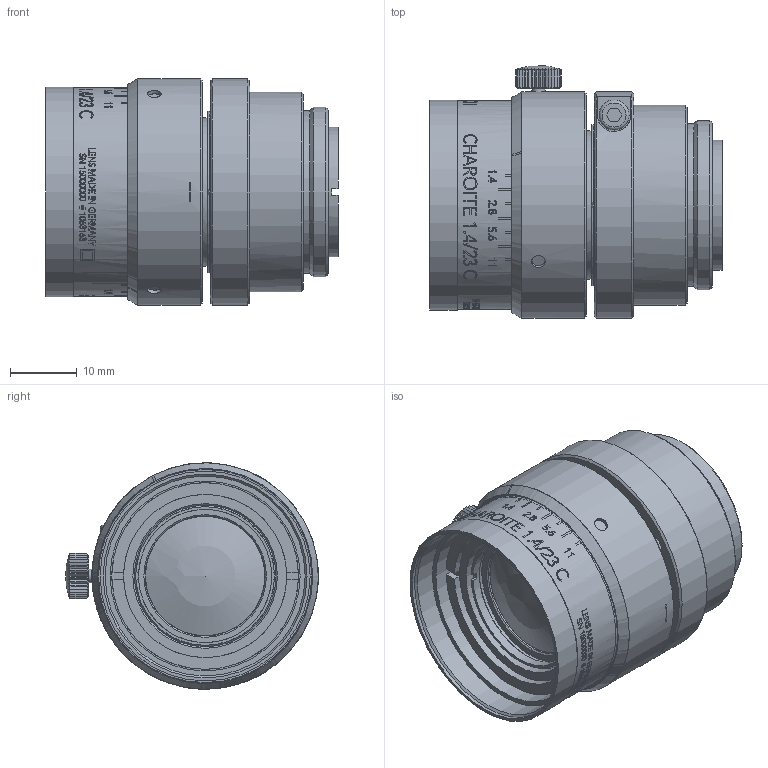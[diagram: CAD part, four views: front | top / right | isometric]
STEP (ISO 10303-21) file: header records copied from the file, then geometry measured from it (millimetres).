
FILE_DESCRIPTION(/* description */ (''),/* implementation_level */ '2;1');
FILE_NAME(/* name */ '1063163_00139370_002.stp',/* time_stamp */ '2021-12-14T13:34:36+01:00',/* author */ (''),/* organization */ (''),/* preprocessor_version */ 'ST-DEVELOPER v16',/* originating_system */ 'SIEMENS PLM Software NX 10.0',/* authorisation */ '');
FILE_SCHEMA (('AP203_CONFIGURATION_CONTROLLED_3D_DESIGN_OF_MECHANICAL_PARTS_AND_ASSEMBLIES_MIM_LF { 1 0 10303 403 2 1 2}'));
Length unit declared in the file: millimetre
Products named in the file (1): Froe40140C603lny
Bounding box: 43.88 x 37.94 x 34 mm (x, y, z)
Volume: 25847.6 mm3; surface area: 14058.3 mm2
Topology: 1 solids, 4 shells, 513 faces, 1809 edges, 1428 vertices
Faces by surface type: plane 230, cylinder 219, cone 53, torus 8, sphere 2, revolution 1
Full cylindrical faces by diameter (mm): 1.1 x1, 2 x1, 2.05 x3, 2.5 x2, 2.7 x3, 2.8 x1, 4.5 x1, 14 x1, 16 x1, 16.5 x1, 16.8 x1, 17.06 x1, 17.3 x1, 17.4 x1, 17.7 x1, 18 x1, 19.5 x1, 20 x2, 20.5 x1, 20.8 x1, 21.7 x1, 22.3 x1, 23 x2, 23.2 x2, 24 x1, 24.4 x1, 24.5 x1, 25.4 x1, 27.976 x1, 28 x1
Entity records: 22178 total; most frequent: CARTESIAN_POINT 8006, ORIENTED_EDGE 3351, DIRECTION 2149, EDGE_CURVE 1695, VERTEX_POINT 1394, B_SPLINE_CURVE_WITH_KNOTS 895, AXIS2_PLACEMENT_3D 872, EDGE_LOOP 756
